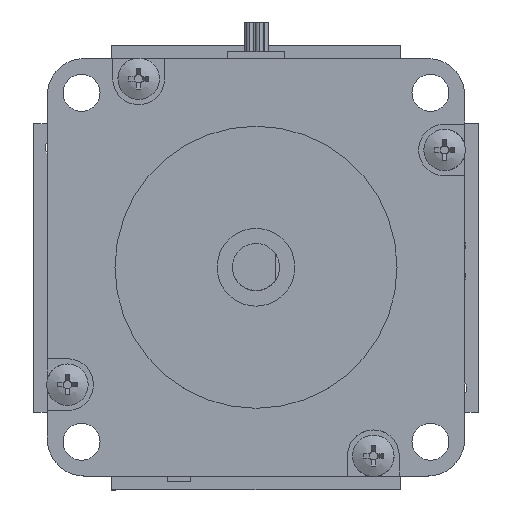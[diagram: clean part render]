
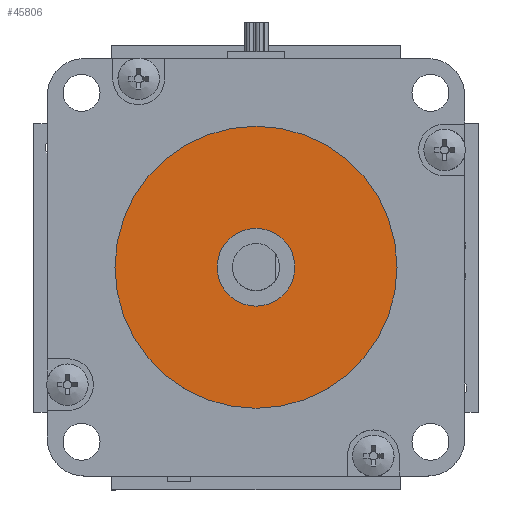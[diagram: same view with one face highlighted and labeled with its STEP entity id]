
A CAD part, top view. The second image highlights one B-rep face of the part: STEP entity #45806.
In plain terms, the highlighted planar face has unit normal (0, 0, 1).
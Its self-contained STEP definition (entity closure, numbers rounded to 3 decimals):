
#307 = CARTESIAN_POINT ( 'NONE',  ( -5.25, 0., 42.6 ) ) ;
#909 = DIRECTION ( 'NONE',  ( 0., 0., -1. ) ) ;
#1824 = VERTEX_POINT ( 'NONE', #44087 ) ;
#2397 = DIRECTION ( 'NONE',  ( 1., 0., 0. ) ) ;
#2485 = CARTESIAN_POINT ( 'NONE',  ( -19.05, 0., 42.6 ) ) ;
#3560 = VERTEX_POINT ( 'NONE', #29824 ) ;
#4632 = VERTEX_POINT ( 'NONE', #307 ) ;
#5387 = FACE_OUTER_BOUND ( 'NONE', #8530, .T. ) ;
#8530 = EDGE_LOOP ( 'NONE', ( #10929, #31216 ) ) ;
#10929 = ORIENTED_EDGE ( 'NONE', *, *, #27640, .F. ) ;
#13795 = VERTEX_POINT ( 'NONE', #2485 ) ;
#13893 = ORIENTED_EDGE ( 'NONE', *, *, #30254, .T. ) ;
#14576 = EDGE_CURVE ( 'NONE', #1824, #4632, #15167, .T. ) ;
#14879 = AXIS2_PLACEMENT_3D ( 'NONE', #38644, #17445, #42113 ) ;
#15167 = CIRCLE ( 'NONE', #22382, 5.25 ) ;
#17380 = CARTESIAN_POINT ( 'NONE',  ( 0., 0., 42.6 ) ) ;
#17445 = DIRECTION ( 'NONE',  ( 0., 0., 1. ) ) ;
#17556 = AXIS2_PLACEMENT_3D ( 'NONE', #22189, #909, #25743 ) ;
#18108 = AXIS2_PLACEMENT_3D ( 'NONE', #44758, #23635, #2397 ) ;
#19839 = CIRCLE ( 'NONE', #18108, 19.05 ) ;
#20737 = CIRCLE ( 'NONE', #17556, 19.05 ) ;
#20970 = DIRECTION ( 'NONE',  ( -1., 0., 0. ) ) ;
#22189 = CARTESIAN_POINT ( 'NONE',  ( 0., 0., 42.6 ) ) ;
#22382 = AXIS2_PLACEMENT_3D ( 'NONE', #39189, #39128, #33917 ) ;
#23635 = DIRECTION ( 'NONE',  ( 0., 0., -1. ) ) ;
#25061 = AXIS2_PLACEMENT_3D ( 'NONE', #17380, #42054, #20970 ) ;
#25743 = DIRECTION ( 'NONE',  ( 1., 0., 0. ) ) ;
#27348 = EDGE_LOOP ( 'NONE', ( #13893, #35485 ) ) ;
#27640 = EDGE_CURVE ( 'NONE', #3560, #13795, #19839, .T. ) ;
#28557 = EDGE_CURVE ( 'NONE', #13795, #3560, #20737, .T. ) ;
#29824 = CARTESIAN_POINT ( 'NONE',  ( 19.05, 0., 42.6 ) ) ;
#30254 = EDGE_CURVE ( 'NONE', #4632, #1824, #35244, .T. ) ;
#31216 = ORIENTED_EDGE ( 'NONE', *, *, #28557, .F. ) ;
#33917 = DIRECTION ( 'NONE',  ( -1., 0., 0. ) ) ;
#35244 = CIRCLE ( 'NONE', #25061, 5.25 ) ;
#35485 = ORIENTED_EDGE ( 'NONE', *, *, #14576, .T. ) ;
#38644 = CARTESIAN_POINT ( 'NONE',  ( 0., 0., 42.6 ) ) ;
#39128 = DIRECTION ( 'NONE',  ( 0., 0., -1. ) ) ;
#39189 = CARTESIAN_POINT ( 'NONE',  ( 0., 0., 42.6 ) ) ;
#41908 = FACE_BOUND ( 'NONE', #27348, .T. ) ;
#42054 = DIRECTION ( 'NONE',  ( 0., 0., -1. ) ) ;
#42113 = DIRECTION ( 'NONE',  ( 1., 0., 0. ) ) ;
#44087 = CARTESIAN_POINT ( 'NONE',  ( 5.25, 0., 42.6 ) ) ;
#44758 = CARTESIAN_POINT ( 'NONE',  ( 0., 0., 42.6 ) ) ;
#45476 = PLANE ( 'NONE',  #14879 ) ;
#45806 = ADVANCED_FACE ( 'NONE', ( #41908, #5387 ), #45476, .T. ) ;
